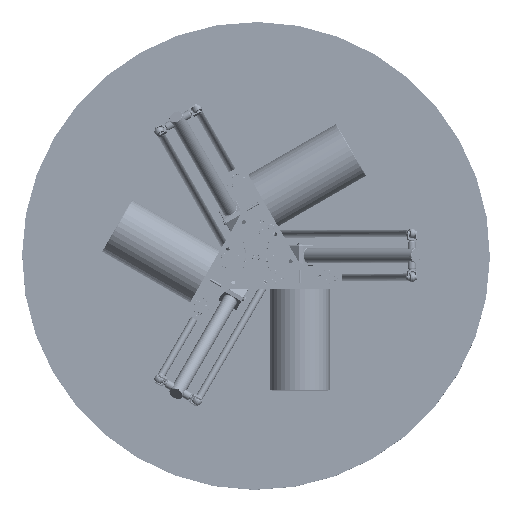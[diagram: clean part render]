
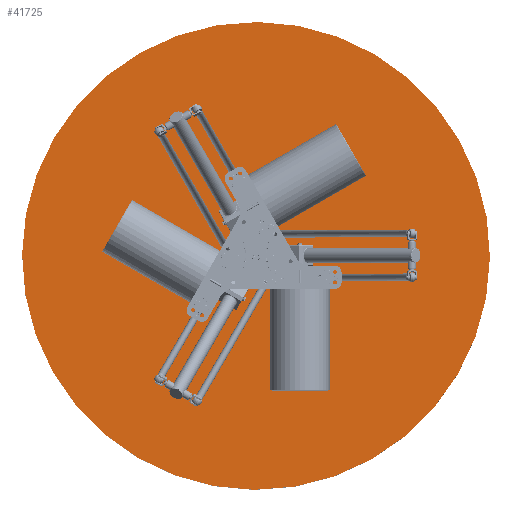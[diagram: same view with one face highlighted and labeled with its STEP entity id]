
A CAD part, top view. The second image highlights one B-rep face of the part: STEP entity #41725.
In plain terms, the highlighted face is planar.
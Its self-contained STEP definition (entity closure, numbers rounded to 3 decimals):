
#4392=PLANE('',#44669);
#12398=FACE_OUTER_BOUND('',#14909,.T.);
#14909=EDGE_LOOP('',(#29801));
#17844=CIRCLE('',#44668,800.);
#19971=VERTEX_POINT('',#61554);
#23841=EDGE_CURVE('',#19971,#19971,#17844,.T.);
#29801=ORIENTED_EDGE('',*,*,#23841,.T.);
#41725=ADVANCED_FACE('',(#12398),#4392,.T.);
#44668=AXIS2_PLACEMENT_3D('',#61555,#49300,#49301);
#44669=AXIS2_PLACEMENT_3D('',#61557,#49303,#49304);
#49300=DIRECTION('center_axis',(0.,0.,-1.));
#49301=DIRECTION('ref_axis',(0.,-1.,0.));
#49303=DIRECTION('center_axis',(0.,0.,-1.));
#49304=DIRECTION('ref_axis',(-1.,0.,0.));
#61554=CARTESIAN_POINT('',(0.,800.,-325.));
#61555=CARTESIAN_POINT('Origin',(0.,0.,-325.));
#61557=CARTESIAN_POINT('Origin',(0.,-400.,-325.));
